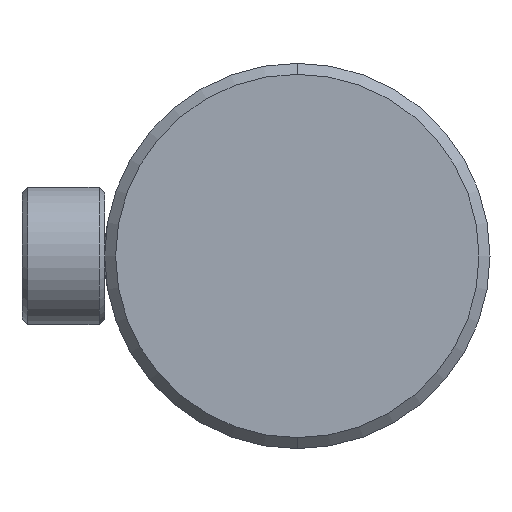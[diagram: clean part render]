
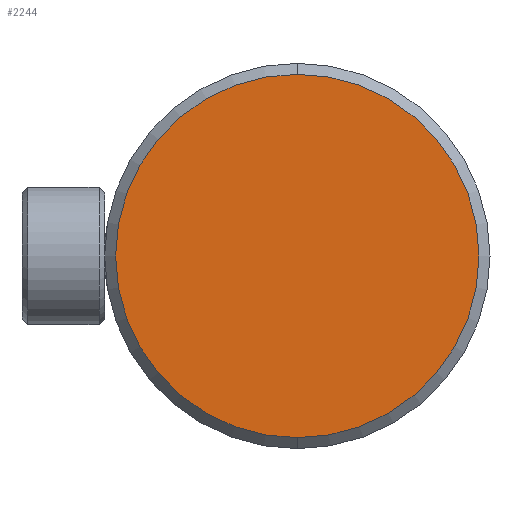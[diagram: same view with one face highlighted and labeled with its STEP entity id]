
A CAD part, left-side view. The second image highlights one B-rep face of the part: STEP entity #2244.
In plain terms, the highlighted planar face has unit normal (-1, 0, 0).
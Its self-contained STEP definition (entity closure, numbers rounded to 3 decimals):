
#1 = EDGE_CURVE ( 'NONE', #2978, #1030, #195, .T. ) ;
#42 = CARTESIAN_POINT ( 'NONE',  ( -13., 0., 0. ) ) ;
#46 = CARTESIAN_POINT ( 'NONE',  ( -13., 0., 33. ) ) ;
#195 = CIRCLE ( 'NONE', #1768, 33. ) ;
#323 = AXIS2_PLACEMENT_3D ( 'NONE', #1737, #1272, #766 ) ;
#514 = ORIENTED_EDGE ( 'NONE', *, *, #1, .T. ) ;
#766 = DIRECTION ( 'NONE',  ( 0., 0., -1. ) ) ;
#899 = EDGE_CURVE ( 'NONE', #1030, #2978, #2100, .T. ) ;
#969 = DIRECTION ( 'NONE',  ( -1., 0., 0. ) ) ;
#1004 = DIRECTION ( 'NONE',  ( 0., 0., 1. ) ) ;
#1030 = VERTEX_POINT ( 'NONE', #46 ) ;
#1189 = EDGE_LOOP ( 'NONE', ( #514, #1499 ) ) ;
#1243 = CARTESIAN_POINT ( 'NONE',  ( -13., 0., -33. ) ) ;
#1272 = DIRECTION ( 'NONE',  ( 1., 0., 0. ) ) ;
#1499 = ORIENTED_EDGE ( 'NONE', *, *, #899, .T. ) ;
#1559 = CARTESIAN_POINT ( 'NONE',  ( -13., 0., 0. ) ) ;
#1737 = CARTESIAN_POINT ( 'NONE',  ( -13., 0., 0. ) ) ;
#1768 = AXIS2_PLACEMENT_3D ( 'NONE', #42, #969, #1004 ) ;
#2100 = CIRCLE ( 'NONE', #2227, 33. ) ;
#2129 = DIRECTION ( 'NONE',  ( -1., 0., 0. ) ) ;
#2199 = PLANE ( 'NONE',  #323 ) ;
#2227 = AXIS2_PLACEMENT_3D ( 'NONE', #1559, #2129, #2544 ) ;
#2244 = ADVANCED_FACE ( 'NONE', ( #2851 ), #2199, .F. ) ;
#2544 = DIRECTION ( 'NONE',  ( 0., 0., 1. ) ) ;
#2851 = FACE_OUTER_BOUND ( 'NONE', #1189, .T. ) ;
#2978 = VERTEX_POINT ( 'NONE', #1243 ) ;
